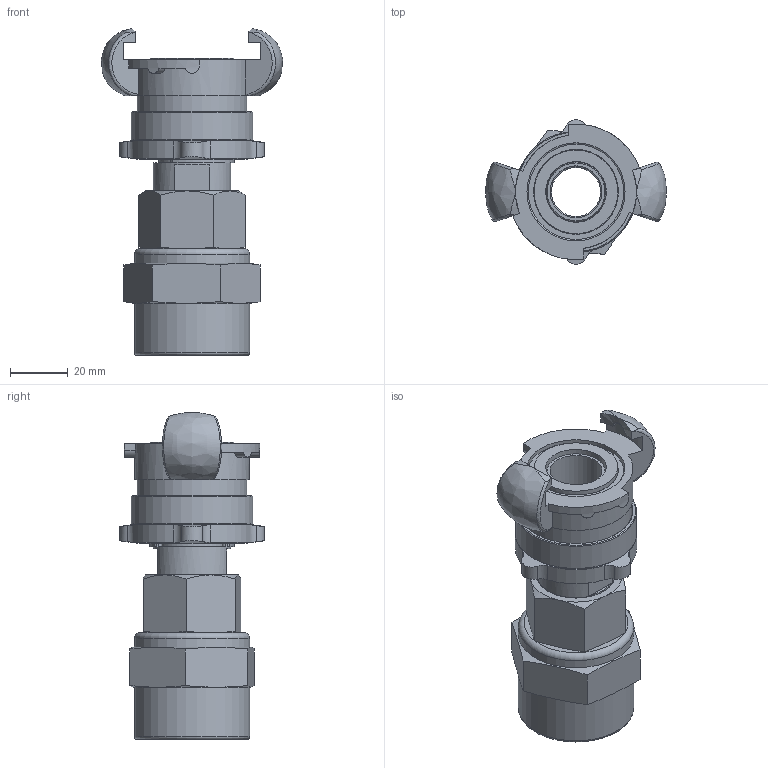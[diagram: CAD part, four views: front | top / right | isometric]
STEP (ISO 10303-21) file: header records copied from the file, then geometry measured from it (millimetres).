
FILE_DESCRIPTION(/* description */ (''),/* implementation_level */ '2;1');
FILE_NAME(/* name */ 'ssg_255_tq.stp',/* time_stamp */ '2020-04-07T10:02:22+02:00',/* author */ ('ertl'),/* organization */ (''),/* preprocessor_version */ 'ST-DEVELOPER v17',/* originating_system */ 'Autodesk Inventor 2018',/* authorisation */ '0 mm^3');
FILE_SCHEMA (('AUTOMOTIVE_DESIGN { 1 0 10303 214 3 1 1 }'));
Length unit declared in the file: millimetre
Products named in the file (1): ssg_255_tq
Bounding box: 62.87 x 50 x 113.24 mm (x, y, z)
Volume: 75845.7 mm3; surface area: 43763.4 mm2
Topology: 1 solids, 1 shells, 188 faces, 518 edges, 355 vertices
Faces by surface type: cylinder 68, plane 66, cone 37, torus 7, bspline 6, sphere 4
Full cylindrical faces by diameter (mm): 4 x1, 17 x1, 18 x1, 20.7 x1, 21 x1, 22 x1, 23 x1, 24.117 x1, 26 x1, 26.8 x2, 27.5 x1, 28 x1, 29 x1, 30 x1, 33 x1, 33.249 x1, 34 x1, 36.5 x2, 37.9 x1, 38 x2, 39 x1, 40 x2, 42 x1
Entity records: 7176 total; most frequent: CARTESIAN_POINT 2116, ORIENTED_EDGE 1036, DIRECTION 1022, EDGE_CURVE 518, AXIS2_PLACEMENT_3D 435, VERTEX_POINT 355, CIRCLE 252, EDGE_LOOP 217
